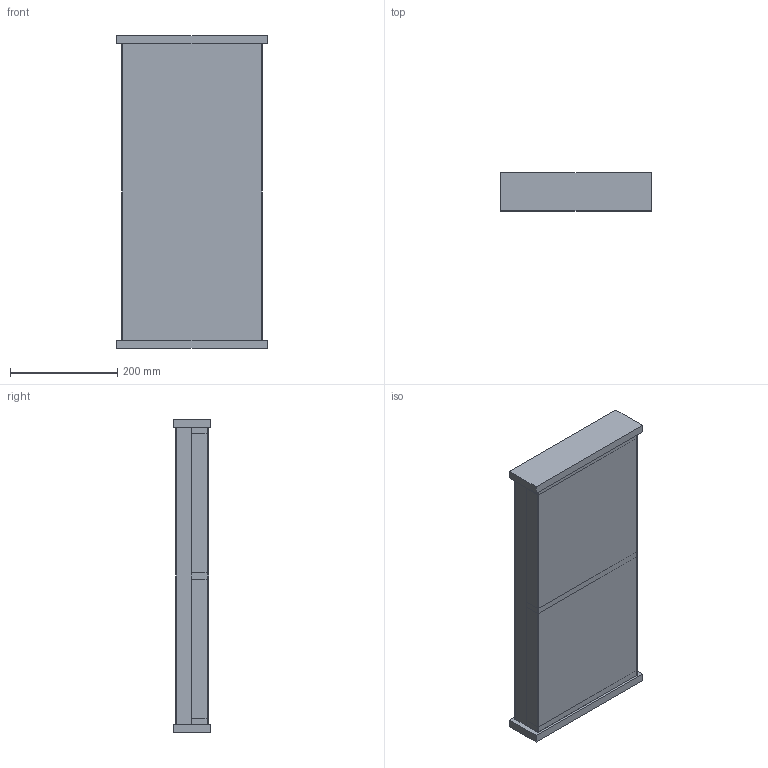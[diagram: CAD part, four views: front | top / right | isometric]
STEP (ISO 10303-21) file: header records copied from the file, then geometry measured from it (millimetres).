
FILE_DESCRIPTION(('HOOPS Exchange Step'),'2;1');
FILE_NAME('export-847CC6D6-C662-4D94-BE47-744F8D9DCFC2.stp','2022-01-18T23:45:49+01:00',('31616'),('Alibre'),'HOOPS Exchange 2020.1','Alibre','Unknown authorisation');
FILE_SCHEMA( ('AP242_MANAGED_MODEL_BASED_3D_ENGINEERING_MIM_LF {1 0 10303 442 1 1 4 }') );
Length unit declared in the file: centimetre
Products named in the file (6): ALU_CASE_MAIN; WOODEN_RAIL; SIDE; SUPPORT; 11mm_panel; ALU_CASE_assy
Assembly tree (14 placements, depth 2):
  ALU_CASE_assy
    ALU_CASE_MAIN
    WOODEN_RAIL  x4
    SIDE  x2
    SUPPORT  x3
    11mm_panel  x4
Bounding box: 280 x 70 x 582 mm (x, y, z)
Volume: 1721075.1 mm3; surface area: 797029.3 mm2
Topology: 14 solids, 14 shells, 124 faces, 296 edges, 200 vertices
Faces by surface type: plane 112, cylinder 12
Full cylindrical faces by diameter (mm): 3 x8
Entity records: 1677 total; most frequent: DIRECTION 278, CARTESIAN_POINT 268, ORIENTED_EDGE 232, EDGE_CURVE 116, VECTOR 102, LINE 102, AXIS2_PLACEMENT_3D 88, VERTEX_POINT 78
